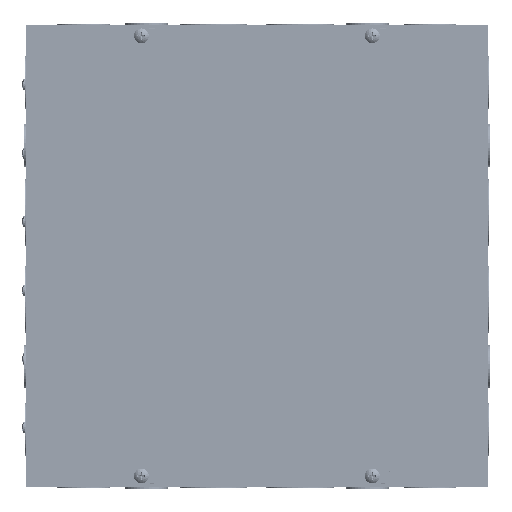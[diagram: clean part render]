
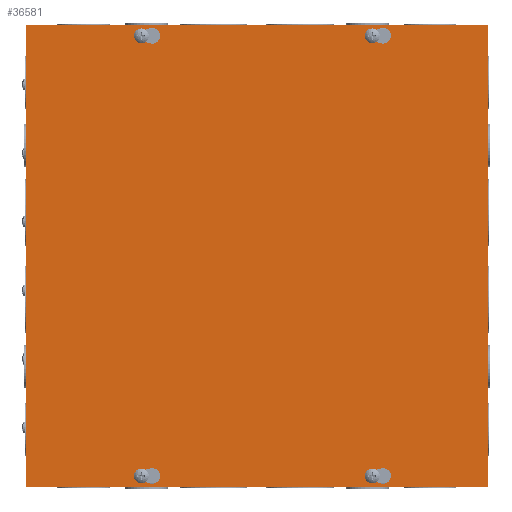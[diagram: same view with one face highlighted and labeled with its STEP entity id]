
A CAD part, top view. The second image highlights one B-rep face of the part: STEP entity #36581.
In plain terms, the highlighted planar face has unit normal (0, 0, 1).
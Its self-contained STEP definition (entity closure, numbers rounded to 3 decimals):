
#703=FACE_BOUND('',#5678,.T.);
#704=FACE_BOUND('',#5679,.T.);
#705=FACE_BOUND('',#5680,.T.);
#706=FACE_BOUND('',#5681,.T.);
#1559=PLANE('',#39371);
#3347=FACE_OUTER_BOUND('',#5677,.T.);
#5677=EDGE_LOOP('',(#29723,#29724,#29725,#29726));
#5678=EDGE_LOOP('',(#29727,#29728,#29729,#29730));
#5679=EDGE_LOOP('',(#29731,#29732,#29733,#29734));
#5680=EDGE_LOOP('',(#29735,#29736,#29737,#29738));
#5681=EDGE_LOOP('',(#29739,#29740,#29741,#29742));
#7284=CIRCLE('',#39337,0.203);
#7286=CIRCLE('',#39341,0.125);
#7288=CIRCLE('',#39345,0.203);
#7290=CIRCLE('',#39349,0.125);
#7292=CIRCLE('',#39353,0.203);
#7294=CIRCLE('',#39357,0.125);
#7296=CIRCLE('',#39361,0.203);
#7298=CIRCLE('',#39365,0.125);
#9704=LINE('',#57888,#13036);
#9709=LINE('',#57902,#13041);
#9712=LINE('',#57912,#13044);
#9717=LINE('',#57926,#13049);
#9720=LINE('',#57936,#13052);
#9725=LINE('',#57950,#13057);
#9728=LINE('',#57960,#13060);
#9733=LINE('',#57974,#13065);
#9736=LINE('',#57984,#13068);
#9740=LINE('',#57992,#13072);
#9743=LINE('',#57998,#13075);
#9746=LINE('',#58003,#13078);
#13036=VECTOR('',#46348,0.27);
#13041=VECTOR('',#46361,0.27);
#13044=VECTOR('',#46372,0.27);
#13049=VECTOR('',#46385,0.27);
#13052=VECTOR('',#46396,0.27);
#13057=VECTOR('',#46409,0.27);
#13060=VECTOR('',#46420,0.27);
#13065=VECTOR('',#46433,0.27);
#13068=VECTOR('',#46444,12.);
#13072=VECTOR('',#46450,12.);
#13075=VECTOR('',#46455,12.);
#13078=VECTOR('',#46460,12.);
#16868=VERTEX_POINT('',#57886);
#16869=VERTEX_POINT('',#57887);
#16872=VERTEX_POINT('',#57895);
#16874=VERTEX_POINT('',#57901);
#16876=VERTEX_POINT('',#57910);
#16877=VERTEX_POINT('',#57911);
#16880=VERTEX_POINT('',#57919);
#16882=VERTEX_POINT('',#57925);
#16884=VERTEX_POINT('',#57934);
#16885=VERTEX_POINT('',#57935);
#16888=VERTEX_POINT('',#57943);
#16890=VERTEX_POINT('',#57949);
#16892=VERTEX_POINT('',#57958);
#16893=VERTEX_POINT('',#57959);
#16896=VERTEX_POINT('',#57967);
#16898=VERTEX_POINT('',#57973);
#16900=VERTEX_POINT('',#57982);
#16901=VERTEX_POINT('',#57983);
#16904=VERTEX_POINT('',#57991);
#16906=VERTEX_POINT('',#57997);
#21230=EDGE_CURVE('',#16868,#16869,#9704,.T.);
#21234=EDGE_CURVE('',#16872,#16868,#7284,.T.);
#21237=EDGE_CURVE('',#16874,#16872,#9709,.T.);
#21240=EDGE_CURVE('',#16869,#16874,#7286,.T.);
#21242=EDGE_CURVE('',#16876,#16877,#9712,.T.);
#21246=EDGE_CURVE('',#16880,#16876,#7288,.T.);
#21249=EDGE_CURVE('',#16882,#16880,#9717,.T.);
#21252=EDGE_CURVE('',#16877,#16882,#7290,.T.);
#21254=EDGE_CURVE('',#16884,#16885,#9720,.T.);
#21258=EDGE_CURVE('',#16888,#16884,#7292,.T.);
#21261=EDGE_CURVE('',#16890,#16888,#9725,.T.);
#21264=EDGE_CURVE('',#16885,#16890,#7294,.T.);
#21266=EDGE_CURVE('',#16892,#16893,#9728,.T.);
#21270=EDGE_CURVE('',#16896,#16892,#7296,.T.);
#21273=EDGE_CURVE('',#16898,#16896,#9733,.T.);
#21276=EDGE_CURVE('',#16893,#16898,#7298,.T.);
#21278=EDGE_CURVE('',#16900,#16901,#9736,.T.);
#21282=EDGE_CURVE('',#16901,#16904,#9740,.T.);
#21285=EDGE_CURVE('',#16904,#16906,#9743,.T.);
#21288=EDGE_CURVE('',#16906,#16900,#9746,.T.);
#29723=ORIENTED_EDGE('',*,*,#21278,.F.);
#29724=ORIENTED_EDGE('',*,*,#21288,.F.);
#29725=ORIENTED_EDGE('',*,*,#21285,.F.);
#29726=ORIENTED_EDGE('',*,*,#21282,.F.);
#29727=ORIENTED_EDGE('',*,*,#21230,.T.);
#29728=ORIENTED_EDGE('',*,*,#21240,.T.);
#29729=ORIENTED_EDGE('',*,*,#21237,.T.);
#29730=ORIENTED_EDGE('',*,*,#21234,.T.);
#29731=ORIENTED_EDGE('',*,*,#21242,.T.);
#29732=ORIENTED_EDGE('',*,*,#21252,.T.);
#29733=ORIENTED_EDGE('',*,*,#21249,.T.);
#29734=ORIENTED_EDGE('',*,*,#21246,.T.);
#29735=ORIENTED_EDGE('',*,*,#21254,.T.);
#29736=ORIENTED_EDGE('',*,*,#21264,.T.);
#29737=ORIENTED_EDGE('',*,*,#21261,.T.);
#29738=ORIENTED_EDGE('',*,*,#21258,.T.);
#29739=ORIENTED_EDGE('',*,*,#21266,.T.);
#29740=ORIENTED_EDGE('',*,*,#21276,.T.);
#29741=ORIENTED_EDGE('',*,*,#21273,.T.);
#29742=ORIENTED_EDGE('',*,*,#21270,.T.);
#36581=ADVANCED_FACE('',(#3347,#703,#704,#705,#706),#1559,.T.);
#39337=AXIS2_PLACEMENT_3D('',#57896,#46354,#46355);
#39341=AXIS2_PLACEMENT_3D('',#57907,#46366,#46367);
#39345=AXIS2_PLACEMENT_3D('',#57920,#46378,#46379);
#39349=AXIS2_PLACEMENT_3D('',#57931,#46390,#46391);
#39353=AXIS2_PLACEMENT_3D('',#57944,#46402,#46403);
#39357=AXIS2_PLACEMENT_3D('',#57955,#46414,#46415);
#39361=AXIS2_PLACEMENT_3D('',#57968,#46426,#46427);
#39365=AXIS2_PLACEMENT_3D('',#57979,#46438,#46439);
#39371=AXIS2_PLACEMENT_3D('',#58005,#46462,#46463);
#46348=DIRECTION('',(0.278,0.961,0.));
#46354=DIRECTION('center_axis',(0.,0.,-1.));
#46355=DIRECTION('ref_axis',(0.961,-0.278,0.));
#46361=DIRECTION('',(0.278,-0.961,0.));
#46366=DIRECTION('center_axis',(0.,0.,-1.));
#46367=DIRECTION('ref_axis',(-0.961,-0.278,0.));
#46372=DIRECTION('',(0.278,0.961,0.));
#46378=DIRECTION('center_axis',(0.,0.,-1.));
#46379=DIRECTION('ref_axis',(0.961,-0.278,0.));
#46385=DIRECTION('',(0.278,-0.961,0.));
#46390=DIRECTION('center_axis',(0.,0.,-1.));
#46391=DIRECTION('ref_axis',(-0.961,-0.278,0.));
#46396=DIRECTION('',(0.278,0.961,0.));
#46402=DIRECTION('center_axis',(0.,0.,-1.));
#46403=DIRECTION('ref_axis',(0.961,-0.278,0.));
#46409=DIRECTION('',(0.278,-0.961,0.));
#46414=DIRECTION('center_axis',(0.,0.,-1.));
#46415=DIRECTION('ref_axis',(-0.961,-0.278,0.));
#46420=DIRECTION('',(0.278,0.961,0.));
#46426=DIRECTION('center_axis',(0.,0.,-1.));
#46427=DIRECTION('ref_axis',(0.961,-0.278,0.));
#46433=DIRECTION('',(0.278,-0.961,0.));
#46438=DIRECTION('center_axis',(0.,0.,-1.));
#46439=DIRECTION('ref_axis',(-0.961,-0.278,0.));
#46444=DIRECTION('',(0.,1.,0.));
#46450=DIRECTION('',(1.,0.,0.));
#46455=DIRECTION('',(0.,-1.,0.));
#46460=DIRECTION('',(-1.,0.,0.));
#46462=DIRECTION('center_axis',(0.,0.,1.));
#46463=DIRECTION('ref_axis',(1.,0.,0.));
#57886=CARTESIAN_POINT('',(5.524,-3.225,0.059));
#57887=CARTESIAN_POINT('',(5.599,-2.965,0.059));
#57888=CARTESIAN_POINT('',(5.741,-2.474,0.059));
#57895=CARTESIAN_POINT('',(5.914,-3.225,0.059));
#57896=CARTESIAN_POINT('Origin',(5.719,-3.281,0.059));
#57901=CARTESIAN_POINT('',(5.839,-2.965,0.059));
#57902=CARTESIAN_POINT('',(5.218,-0.818,0.059));
#57907=CARTESIAN_POINT('Origin',(5.719,-3.,0.059));
#57910=CARTESIAN_POINT('',(-5.914,-3.225,0.059));
#57911=CARTESIAN_POINT('',(-5.839,-2.965,0.059));
#57912=CARTESIAN_POINT('',(-5.255,-0.948,0.059));
#57919=CARTESIAN_POINT('',(-5.524,-3.225,0.059));
#57920=CARTESIAN_POINT('Origin',(-5.719,-3.281,0.059));
#57925=CARTESIAN_POINT('',(-5.599,-2.965,0.059));
#57926=CARTESIAN_POINT('',(-5.778,-2.344,0.059));
#57931=CARTESIAN_POINT('Origin',(-5.719,-3.,0.059));
#57934=CARTESIAN_POINT('',(5.524,2.775,0.059));
#57935=CARTESIAN_POINT('',(5.599,3.035,0.059));
#57936=CARTESIAN_POINT('',(4.94,0.758,0.059));
#57943=CARTESIAN_POINT('',(5.914,2.775,0.059));
#57944=CARTESIAN_POINT('Origin',(5.719,2.719,0.059));
#57949=CARTESIAN_POINT('',(5.839,3.035,0.059));
#57950=CARTESIAN_POINT('',(6.018,2.413,0.059));
#57955=CARTESIAN_POINT('Origin',(5.719,3.,0.059));
#57958=CARTESIAN_POINT('',(-5.914,2.775,0.059));
#57959=CARTESIAN_POINT('',(-5.839,3.035,0.059));
#57960=CARTESIAN_POINT('',(-6.056,2.284,0.059));
#57967=CARTESIAN_POINT('',(-5.524,2.775,0.059));
#57968=CARTESIAN_POINT('Origin',(-5.719,2.719,0.059));
#57973=CARTESIAN_POINT('',(-5.599,3.035,0.059));
#57974=CARTESIAN_POINT('',(-4.978,0.887,0.059));
#57979=CARTESIAN_POINT('Origin',(-5.719,3.,0.059));
#57982=CARTESIAN_POINT('',(-6.,-6.,0.059));
#57983=CARTESIAN_POINT('',(-6.,6.,0.059));
#57984=CARTESIAN_POINT('',(-6.,-6.,0.059));
#57991=CARTESIAN_POINT('',(6.,6.,0.059));
#57992=CARTESIAN_POINT('',(-6.,6.,0.059));
#57997=CARTESIAN_POINT('',(6.,-6.,0.059));
#57998=CARTESIAN_POINT('',(6.,6.,0.059));
#58003=CARTESIAN_POINT('',(6.,-6.,0.059));
#58005=CARTESIAN_POINT('Origin',(0.,0.,
0.059));
